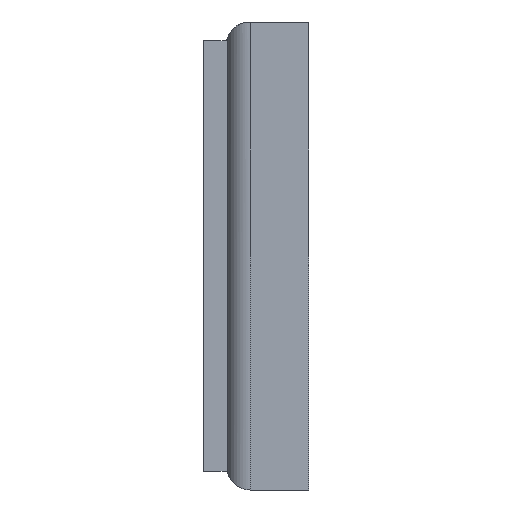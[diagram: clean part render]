
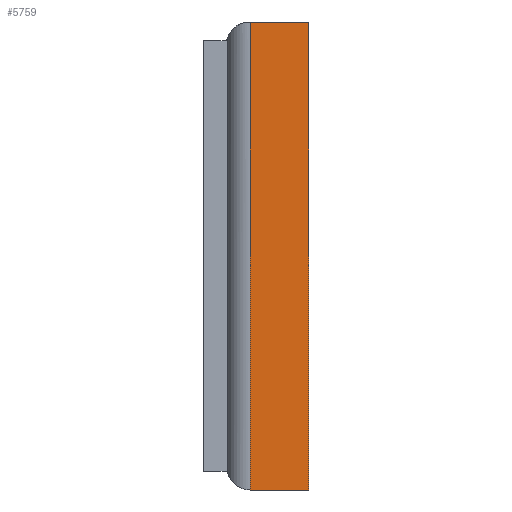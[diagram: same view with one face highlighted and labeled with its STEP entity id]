
A CAD part, left-side view. The second image highlights one B-rep face of the part: STEP entity #5759.
In plain terms, the highlighted planar face has unit normal (-1, 0, 0).
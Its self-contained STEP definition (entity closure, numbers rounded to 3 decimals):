
#100=PLANE('',#6004);
#317=FACE_OUTER_BOUND('',#641,.T.);
#641=EDGE_LOOP('',(#4445,#4446,#4447,#4448));
#1022=LINE('',#9370,#1490);
#1026=LINE('',#9383,#1494);
#1027=LINE('',#9386,#1495);
#1028=LINE('',#9387,#1496);
#1490=VECTOR('',#6370,10.);
#1494=VECTOR('',#6382,10.);
#1495=VECTOR('',#6385,10.);
#1496=VECTOR('',#6386,10.);
#2437=VERTEX_POINT('',#9367);
#2438=VERTEX_POINT('',#9369);
#2443=VERTEX_POINT('',#9381);
#2444=VERTEX_POINT('',#9385);
#3157=EDGE_CURVE('',#2438,#2437,#1022,.T.);
#3164=EDGE_CURVE('',#2443,#2437,#1026,.T.);
#3165=EDGE_CURVE('',#2443,#2444,#1027,.T.);
#3166=EDGE_CURVE('',#2438,#2444,#1028,.T.);
#4445=ORIENTED_EDGE('',*,*,#3164,.F.);
#4446=ORIENTED_EDGE('',*,*,#3165,.T.);
#4447=ORIENTED_EDGE('',*,*,#3166,.F.);
#4448=ORIENTED_EDGE('',*,*,#3157,.T.);
#5759=ADVANCED_FACE('',(#317),#100,.T.);
#6004=AXIS2_PLACEMENT_3D('',#9384,#6383,#6384);
#6370=DIRECTION('',(0.,1.,0.));
#6382=DIRECTION('',(0.,0.,1.));
#6383=DIRECTION('center_axis',(-1.,0.,0.));
#6384=DIRECTION('ref_axis',(0.,0.,1.));
#6385=DIRECTION('',(0.,-1.,0.));
#6386=DIRECTION('',(0.,0.,-1.));
#9367=CARTESIAN_POINT('',(-43.07,-1.5,47.126));
#9369=CARTESIAN_POINT('',(-43.07,-6.5,47.126));
#9370=CARTESIAN_POINT('',(-43.07,0.,47.126));
#9381=CARTESIAN_POINT('',(-43.07,-1.5,7.126));
#9383=CARTESIAN_POINT('',(-43.07,-1.5,17.126));
#9384=CARTESIAN_POINT('Origin',(-43.07,0.,7.126));
#9385=CARTESIAN_POINT('',(-43.07,-6.5,7.126));
#9386=CARTESIAN_POINT('',(-43.07,0.,7.126));
#9387=CARTESIAN_POINT('',(-43.07,-6.5,7.126));
